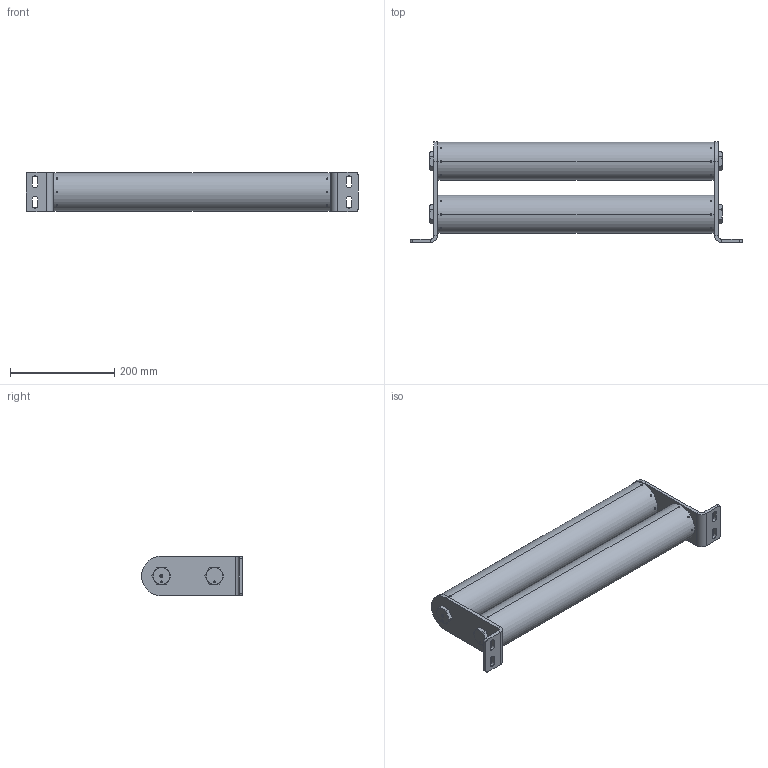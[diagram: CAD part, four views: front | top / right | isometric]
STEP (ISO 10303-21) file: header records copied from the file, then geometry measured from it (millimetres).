
FILE_DESCRIPTION (( 'STEP AP214' ), '1' );
FILE_NAME ('700924.STEP', '2023-11-14T14:12:29', ( '' ), ( '' ), 'SwSTEP 2.0', 'SolidWorks 2021', '' );
FILE_SCHEMA (( 'AUTOMOTIVE_DESIGN' ));
Length unit declared in the file: inch
Products named in the file (1): 700924
Bounding box: 637.49 x 193.8 x 76.2 mm (x, y, z)
Volume: 1204207.7 mm3; surface area: 643265.6 mm2
Topology: 67 solids, 67 shells, 4181 faces, 11932 edges, 7881 vertices
Faces by surface type: cylinder 1826, plane 1017, sphere 646, bspline 384, cone 306, torus 2
Entity records: 239233 total; most frequent: CARTESIAN_POINT 84665, ORIENTED_EDGE 23738, DIRECTION 17158, EDGE_CURVE 11869, VERTEX_POINT 7959, AXIS2_PLACEMENT_3D 6932, B_SPLINE_CURVE_WITH_KNOTS 4673, EDGE_LOOP 4480
